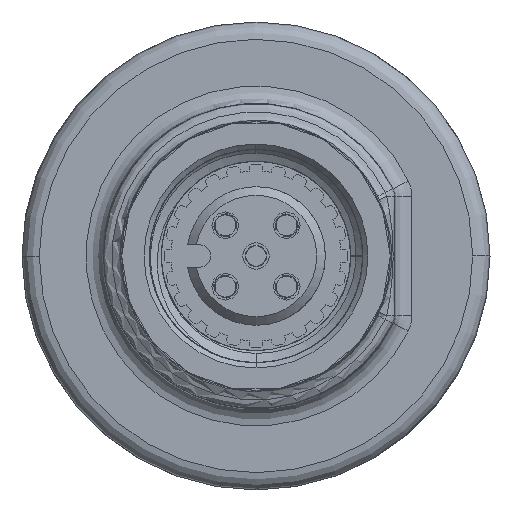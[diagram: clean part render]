
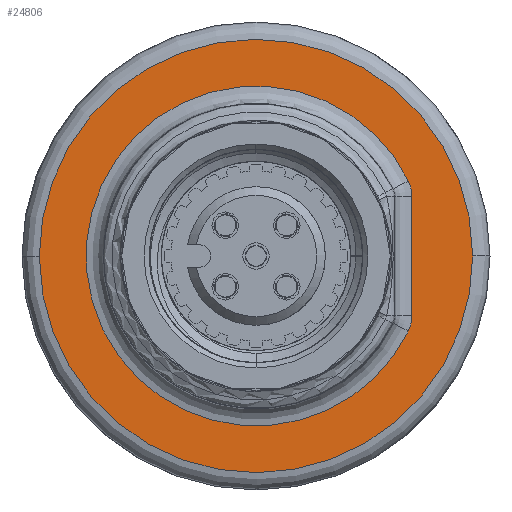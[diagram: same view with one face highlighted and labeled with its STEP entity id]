
A CAD part, left-side view. The second image highlights one B-rep face of the part: STEP entity #24806.
In plain terms, the highlighted planar face has unit normal (-1, 0, 0).
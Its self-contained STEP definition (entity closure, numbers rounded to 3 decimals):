
#85=CARTESIAN_POINT('',(-589.,0.,0.));
#86=DIRECTION('',(1.,0.,0.));
#87=DIRECTION('',(0.,1.,0.));
#88=AXIS2_PLACEMENT_3D('',#85,#86,#87);
#90=CARTESIAN_POINT('',(-589.,0.,0.));
#91=DIRECTION('',(1.,0.,0.));
#92=DIRECTION('',(0.,-1.,0.007));
#93=AXIS2_PLACEMENT_3D('',#90,#91,#92);
#95=CARTESIAN_POINT('',(-589.,0.,0.));
#96=DIRECTION('',(1.,0.,0.));
#97=DIRECTION('',(0.,-1.,0.));
#98=AXIS2_PLACEMENT_3D('',#95,#96,#97);
#100=CARTESIAN_POINT('',(-589.,0.,0.));
#101=DIRECTION('',(1.,0.,0.));
#102=DIRECTION('',(0.,1.,-0.007));
#103=AXIS2_PLACEMENT_3D('',#100,#101,#102);
#105=CARTESIAN_POINT('',(-589.,-7.,-3.441));
#106=DIRECTION('',(-1.,0.,0.));
#107=DIRECTION('',(0.,-0.897,-0.441));
#108=AXIS2_PLACEMENT_3D('',#105,#106,#107);
#110=CARTESIAN_POINT('',(-589.,-7.,3.441));
#111=DIRECTION('',(-1.,0.,0.));
#112=DIRECTION('',(0.,-1.,0.));
#113=AXIS2_PLACEMENT_3D('',#110,#111,#112);
#115=CARTESIAN_POINT('',(-589.,0.,0.));
#116=DIRECTION('',(-1.,0.,0.));
#117=DIRECTION('',(0.,-0.897,0.441));
#118=AXIS2_PLACEMENT_3D('',#115,#116,#117);
#120=CARTESIAN_POINT('',(-589.,0.,0.));
#121=DIRECTION('',(-1.,0.,0.));
#122=DIRECTION('',(0.,0.904,-0.428));
#123=AXIS2_PLACEMENT_3D('',#120,#121,#122);
#125=CARTESIAN_POINT('',(-589.,0.,0.));
#126=DIRECTION('',(-1.,0.,0.));
#127=DIRECTION('',(0.,0.897,-0.441));
#128=AXIS2_PLACEMENT_3D('',#125,#126,#127);
#175=DIRECTION('',(0.,0.,-1.));
#176=VECTOR('',#175,6.882);
#177=CARTESIAN_POINT('',(-589.,-9.,3.441));
#178=LINE('',#177,#176);
#22754=CARTESIAN_POINT('',(-589.,-12.5,0.));
#22755=VERTEX_POINT('',#22754);
#22756=CARTESIAN_POINT('',(-589.,12.5,0.));
#22757=CARTESIAN_POINT('',(-589.,-12.5,0.085));
#22758=VERTEX_POINT('',#22756);
#22759=VERTEX_POINT('',#22757);
#22760=CARTESIAN_POINT('',(-589.,12.5,-0.085));
#22761=VERTEX_POINT('',#22760);
#22762=CARTESIAN_POINT('',(-589.,-8.795,-4.323));
#22763=CARTESIAN_POINT('',(-589.,-9.,-3.441));
#22764=VERTEX_POINT('',#22762);
#22765=VERTEX_POINT('',#22763);
#22766=CARTESIAN_POINT('',(-589.,-9.,3.441));
#22767=VERTEX_POINT('',#22766);
#22768=CARTESIAN_POINT('',(-589.,-8.795,4.323));
#22769=VERTEX_POINT('',#22768);
#22770=CARTESIAN_POINT('',(-589.,8.855,-4.199));
#22771=VERTEX_POINT('',#22770);
#22772=CARTESIAN_POINT('',(-589.,8.795,-4.323));
#22773=VERTEX_POINT('',#22772);
#24781=CARTESIAN_POINT('',(-589.,0.,0.));
#24782=DIRECTION('',(1.,0.,0.));
#24783=DIRECTION('',(0.,-1.,0.));
#24784=AXIS2_PLACEMENT_3D('',#24781,#24782,#24783);
#24785=PLANE('',#24784);
#24786=ORIENTED_EDGE('',*,*,#24757,.T.);
#24787=ORIENTED_EDGE('',*,*,#24755,.T.);
#24788=ORIENTED_EDGE('',*,*,#24775,.T.);
#24789=ORIENTED_EDGE('',*,*,#24773,.T.);
#24790=EDGE_LOOP('',(#24786,#24787,#24788,#24789));
#24791=FACE_OUTER_BOUND('',#24790,.F.);
#24793=ORIENTED_EDGE('',*,*,#24792,.T.);
#24795=ORIENTED_EDGE('',*,*,#24794,.F.);
#24797=ORIENTED_EDGE('',*,*,#24796,.T.);
#24799=ORIENTED_EDGE('',*,*,#24798,.T.);
#24801=ORIENTED_EDGE('',*,*,#24800,.T.);
#24803=ORIENTED_EDGE('',*,*,#24802,.T.);
#24804=EDGE_LOOP('',(#24793,#24795,#24797,#24799,#24801,#24803));
#24805=FACE_BOUND('',#24804,.F.);
#24806=ADVANCED_FACE('',(#24791,#24805),#24785,.F.);
#89=CIRCLE('',#88,12.5);
#94=CIRCLE('',#93,12.5);
#99=CIRCLE('',#98,12.5);
#104=CIRCLE('',#103,12.5);
#109=CIRCLE('',#108,2.);
#114=CIRCLE('',#113,2.);
#119=CIRCLE('',#118,9.8);
#124=CIRCLE('',#123,9.8);
#129=CIRCLE('',#128,9.8);
#24755=EDGE_CURVE('',#22759,#22755,#94,.T.);
#24757=EDGE_CURVE('',#22758,#22759,#89,.T.);
#24773=EDGE_CURVE('',#22761,#22758,#104,.T.);
#24775=EDGE_CURVE('',#22755,#22761,#99,.T.);
#24792=EDGE_CURVE('',#22764,#22765,#109,.T.);
#24794=EDGE_CURVE('',#22767,#22765,#178,.T.);
#24796=EDGE_CURVE('',#22767,#22769,#114,.T.);
#24798=EDGE_CURVE('',#22769,#22771,#119,.T.);
#24800=EDGE_CURVE('',#22771,#22773,#124,.T.);
#24802=EDGE_CURVE('',#22773,#22764,#129,.T.);
